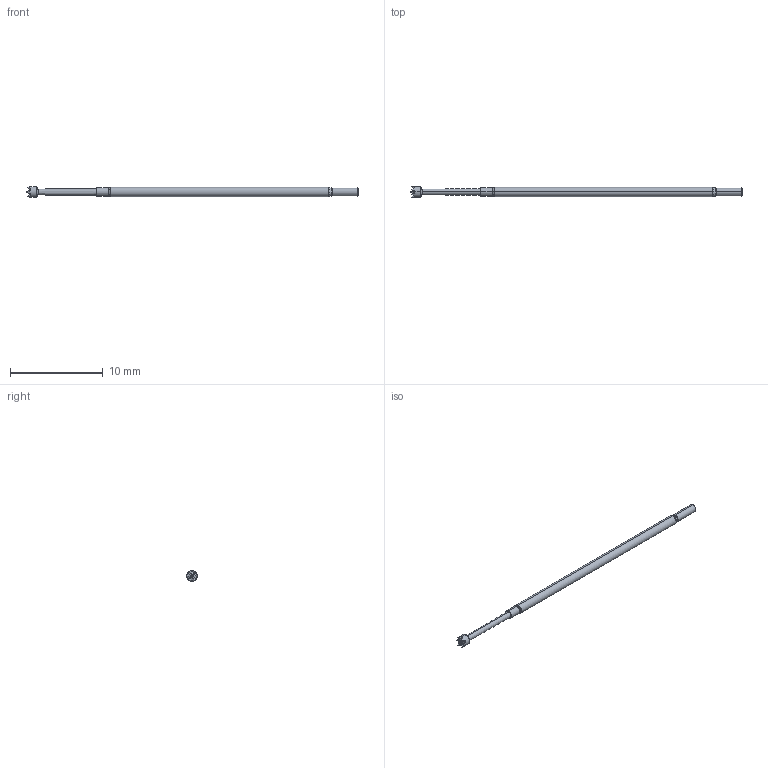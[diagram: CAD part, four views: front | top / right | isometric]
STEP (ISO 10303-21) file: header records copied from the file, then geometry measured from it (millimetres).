
FILE_DESCRIPTION (( 'STEP AP214' ), '1' );
FILE_NAME ('X50-PRP2507_.STEP', '2018-03-06T17:53:16', ( '' ), ( '' ), 'SwSTEP 2.0', 'SolidWorks 2017', '' );
FILE_SCHEMA (( 'AUTOMOTIVE_DESIGN' ));
Length unit declared in the file: inch
Products named in the file (1): X50-PRP2507_
Bounding box: 35.81 x 1.17 x 1.17 mm (x, y, z)
Volume: 25.2 mm3; surface area: 107.5 mm2
Topology: 1 solids, 1 shells, 121 faces, 324 edges, 206 vertices
Faces by surface type: bspline 90, cone 12, cylinder 8, torus 8, plane 3
Entity records: 44929 total; most frequent: CARTESIAN_POINT 41074, ORIENTED_EDGE 648, EDGE_CURVE 324, B_SPLINE_CURVE_WITH_KNOTS 266, VERTEX_POINT 206, DIRECTION 160, LENGTH_MEASURE_WITH_UNIT 124, DIMENSIONAL_EXPONENTS 124
